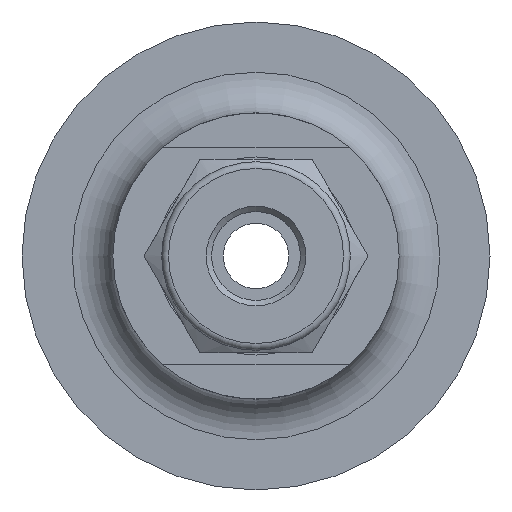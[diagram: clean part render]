
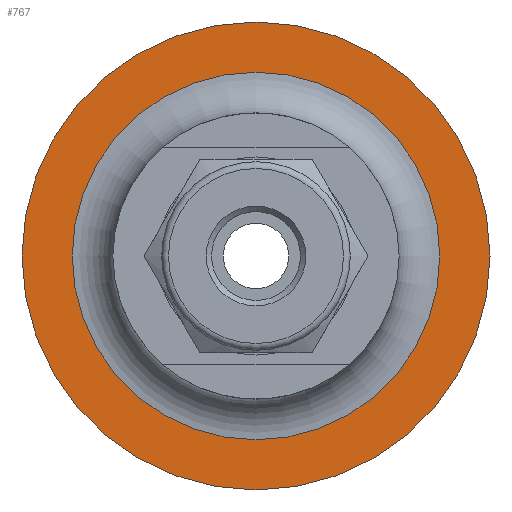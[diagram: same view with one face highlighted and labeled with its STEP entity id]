
A CAD part, left-side view. The second image highlights one B-rep face of the part: STEP entity #767.
In plain terms, the highlighted planar face has unit normal (-1, 0, 0).
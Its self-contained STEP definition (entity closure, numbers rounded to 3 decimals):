
#25=FACE_BOUND('',#208,.T.);
#94=CIRCLE('',#884,13.55);
#95=CIRCLE('',#886,17.25);
#153=FACE_OUTER_BOUND('',#207,.T.);
#207=EDGE_LOOP('',(#683));
#208=EDGE_LOOP('',(#684));
#369=VERTEX_POINT('',#1379);
#370=VERTEX_POINT('',#1383);
#475=EDGE_CURVE('',#369,#369,#94,.T.);
#476=EDGE_CURVE('',#370,#370,#95,.T.);
#683=ORIENTED_EDGE('',*,*,#476,.F.);
#684=ORIENTED_EDGE('',*,*,#475,.T.);
#723=PLANE('',#885);
#767=ADVANCED_FACE('',(#153,#25),#723,.T.);
#884=AXIS2_PLACEMENT_3D('',#1381,#1120,#1121);
#885=AXIS2_PLACEMENT_3D('',#1382,#1122,#1123);
#886=AXIS2_PLACEMENT_3D('',#1384,#1124,#1125);
#1120=DIRECTION('center_axis',(1.,0.,0.));
#1121=DIRECTION('ref_axis',(0.,0.,-1.));
#1122=DIRECTION('center_axis',(-1.,0.,0.));
#1123=DIRECTION('ref_axis',(0.,0.,1.));
#1124=DIRECTION('center_axis',(1.,0.,0.));
#1125=DIRECTION('ref_axis',(0.,0.,-1.));
#1379=CARTESIAN_POINT('',(75.941,0.,13.55));
#1381=CARTESIAN_POINT('Origin',(75.941,0.,0.));
#1382=CARTESIAN_POINT('Origin',(75.941,17.25,0.));
#1383=CARTESIAN_POINT('',(75.941,-17.25,0.));
#1384=CARTESIAN_POINT('Origin',(75.941,0.,0.));
